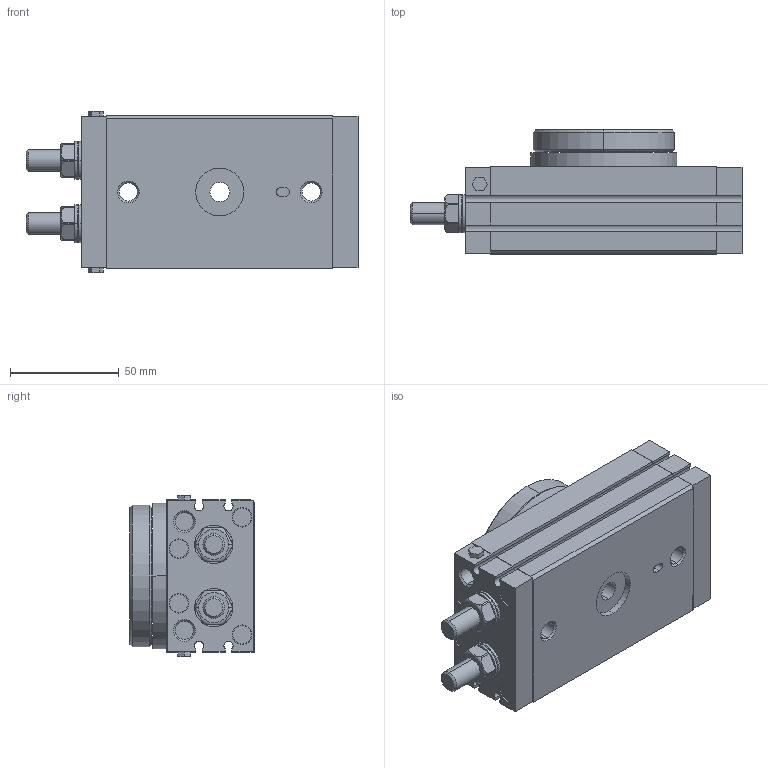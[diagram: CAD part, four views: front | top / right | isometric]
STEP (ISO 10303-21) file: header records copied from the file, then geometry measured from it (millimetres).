
FILE_DESCRIPTION (( 'STEP AP214' ), '1' );
FILE_NAME ('J30MD-M.step', '2017-07-18T19:55:08', ( '' ), ( '' ), 'SwSTEP 2.0', 'SolidWorks 2017', '' );
FILE_SCHEMA (( 'AUTOMOTIVE_DESIGN' ));
Length unit declared in the file: millimetre
Products named in the file (4): J30MD-M; J30MD-M_M5_91290A221; J30MD-M_table; J30MD-M_body2
Assembly tree (8 placements, depth 2):
  J30MD-M
    J30MD-M_body2
    J30MD-M_table
    J30MD-M_M5_91290A221  x6
Bounding box: 152.5 x 57 x 74 mm (x, y, z)
Volume: 386248.9 mm3; surface area: 63711.7 mm2
Topology: 8 solids, 8 shells, 649 faces, 1609 edges, 1028 vertices
Faces by surface type: cylinder 318, plane 191, cone 122, bspline 12, torus 6
Entity records: 11933 total; most frequent: CARTESIAN_POINT 3198, DIRECTION 1813, ORIENTED_EDGE 1708, EDGE_CURVE 854, AXIS2_PLACEMENT_3D 694, VERTEX_POINT 553, EDGE_LOOP 427, LINE 425
